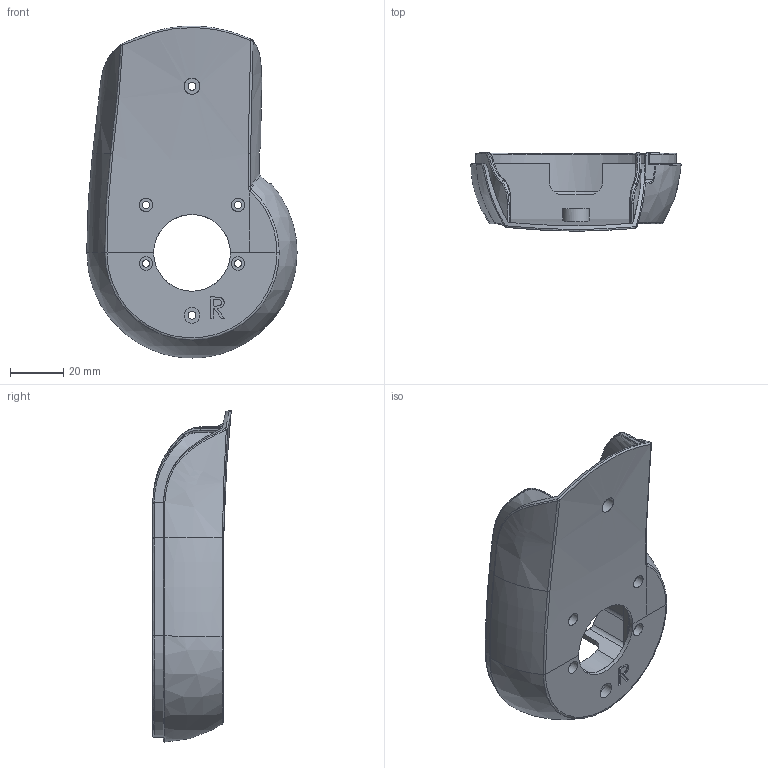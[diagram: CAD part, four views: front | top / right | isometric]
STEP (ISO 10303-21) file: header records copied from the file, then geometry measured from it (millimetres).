
FILE_DESCRIPTION(/* description */ (''),/* implementation_level */ '2;1');
FILE_NAME(/* name */ 'Arm Upper Cover Right Original.step',/* time_stamp */ '2017-06-24T11:21:58+10:00',/* author */ (''),/* organization */ (''),/* preprocessor_version */ 'ST-DEVELOPER v16.13',/* originating_system */ 'Autodesk Translation Framework v6.1.1.50',/* authorisation */ '');
FILE_SCHEMA (('AUTOMOTIVE_DESIGN { 1 0 10303 214 3 1 1 }'));
Length unit declared in the file: millimetre
Products named in the file (1): Arm Upper Cover Right v1
Bounding box: 78.99 x 29.47 x 124.74 mm (x, y, z)
Volume: 37021.1 mm3; surface area: 33488.8 mm2
Topology: 1 solids, 1 shells, 253 faces, 675 edges, 428 vertices
Faces by surface type: bspline 90, plane 86, cylinder 65, sphere 6, torus 6
Full cylindrical faces by diameter (mm): 2.7 x4, 3 x2, 5 x4, 6 x2, 10 x2, 28.8 x1
Entity records: 18346 total; most frequent: CARTESIAN_POINT 12632, ORIENTED_EDGE 1308, DIRECTION 985, EDGE_CURVE 654, VERTEX_POINT 426, AXIS2_PLACEMENT_3D 356, EDGE_LOOP 290, LINE 273
